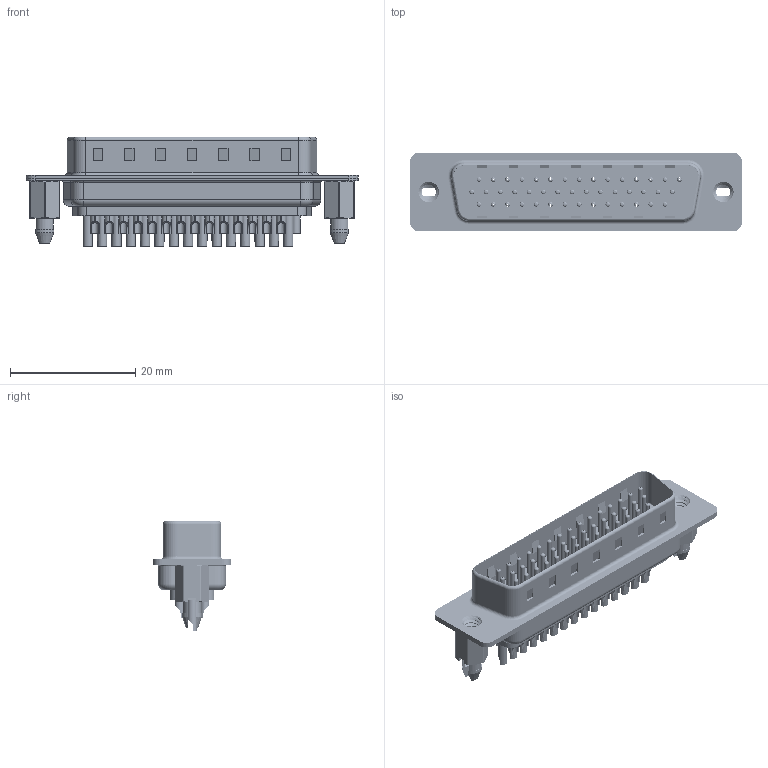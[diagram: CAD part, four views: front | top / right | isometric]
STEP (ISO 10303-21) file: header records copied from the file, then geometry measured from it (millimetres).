
FILE_DESCRIPTION (( 'STEP AP203' ), '1' );
FILE_NAME ('637-044-632-266.STEP', '2020-07-18T03:17:55', ( '' ), ( '' ), 'SwSTEP 2.0', 'SolidWorks 2020', '' );
FILE_SCHEMA (( 'CONFIG_CONTROL_DESIGN' ));
Length unit declared in the file: millimetre
Products named in the file (8): 637 Contact Row 3_32; 637 4-40 Threaded Boardlock_LP; 637 Housing_44 Contacts; 637 Shell Front_44 Contacts; 637 Contact Row 1_32; 637 Shell Rear_44 Contacts; 637-044-632-266; 637 Contact Row 2_32
Assembly tree (49 placements, depth 2):
  637-044-632-266
    637 Housing_44 Contacts
    637 Shell Front_44 Contacts
    637 Shell Rear_44 Contacts
    637 Contact Row 1_32  x15
    637 Contact Row 2_32  x15
    637 Contact Row 3_32  x14
    637 4-40 Threaded Boardlock_LP  x2
Bounding box: 53 x 12.6 x 17.55 mm (x, y, z)
Volume: 2826.9 mm3; surface area: 10716.7 mm2
Topology: 49 solids, 49 shells, 3266 faces, 8405 edges, 5334 vertices
Faces by surface type: cylinder 1445, torus 974, plane 819, cone 22, bspline 6
Entity records: 30641 total; most frequent: CARTESIAN_POINT 6176, DIRECTION 5085, ORIENTED_EDGE 4444, EDGE_CURVE 2222, AXIS2_PLACEMENT_3D 2040, VERTEX_POINT 1432, EDGE_LOOP 1126, CIRCLE 1091
